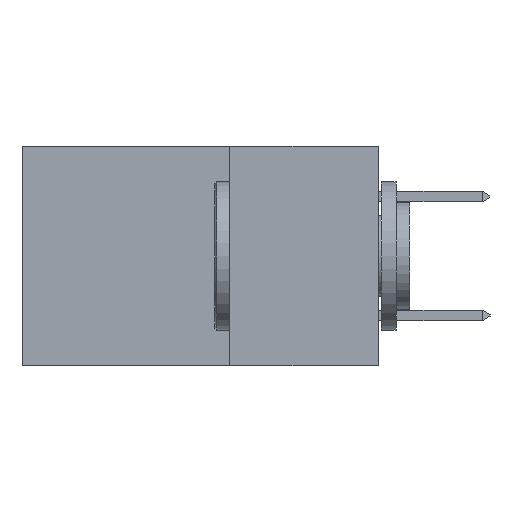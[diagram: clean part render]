
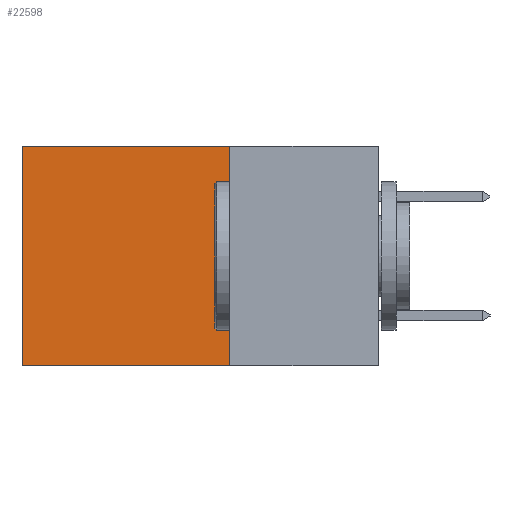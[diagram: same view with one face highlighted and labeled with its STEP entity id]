
A CAD part, left-side view. The second image highlights one B-rep face of the part: STEP entity #22598.
In plain terms, the highlighted planar face has unit normal (-1, 0, 0).
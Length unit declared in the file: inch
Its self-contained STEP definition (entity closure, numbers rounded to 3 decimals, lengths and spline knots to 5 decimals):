
#885 = LINE ( 'NONE', #24067, #6167 ) ;
#992 = EDGE_CURVE ( 'NONE', #18672, #24710, #885, .T. ) ;
#1193 = PLANE ( 'NONE',  #12808 ) ;
#1270 = DIRECTION ( 'NONE',  ( 0., 0., -1. ) ) ;
#1399 = CARTESIAN_POINT ( 'NONE',  ( 0.2615, 0.6, -0.37 ) ) ;
#1481 = LINE ( 'NONE', #8641, #12115 ) ;
#2261 = ORIENTED_EDGE ( 'NONE', *, *, #10624, .F. ) ;
#3061 = DIRECTION ( 'NONE',  ( 0., 1., 0. ) ) ;
#3380 = DIRECTION ( 'NONE',  ( 0., 0., -1. ) ) ;
#3458 = CARTESIAN_POINT ( 'NONE',  ( 0.2615, 0.25, 0. ) ) ;
#4367 = ORIENTED_EDGE ( 'NONE', *, *, #992, .T. ) ;
#5378 = VECTOR ( 'NONE', #7817, 39.37008 ) ;
#6167 = VECTOR ( 'NONE', #3061, 39.37008 ) ;
#7817 = DIRECTION ( 'NONE',  ( 0., 0., -1. ) ) ;
#8641 = CARTESIAN_POINT ( 'NONE',  ( 0.2615, 0.25, -0.37 ) ) ;
#10092 = LINE ( 'NONE', #15855, #5378 ) ;
#10459 = VERTEX_POINT ( 'NONE', #24103 ) ;
#10624 = EDGE_CURVE ( 'NONE', #14174, #10459, #1481, .T. ) ;
#10844 = EDGE_CURVE ( 'NONE', #24710, #10459, #12417, .T. ) ;
#12104 = CARTESIAN_POINT ( 'NONE',  ( 0.2615, 0.6, 0. ) ) ;
#12115 = VECTOR ( 'NONE', #20645, 39.37008 ) ;
#12417 = LINE ( 'NONE', #1399, #23031 ) ;
#12808 = AXIS2_PLACEMENT_3D ( 'NONE', #25168, #13267, #1270 ) ;
#13267 = DIRECTION ( 'NONE',  ( 1., 0., 0. ) ) ;
#14174 = VERTEX_POINT ( 'NONE', #19935 ) ;
#15855 = CARTESIAN_POINT ( 'NONE',  ( 0.2615, 0.25, -0.37 ) ) ;
#17157 = EDGE_CURVE ( 'NONE', #18672, #14174, #10092, .T. ) ;
#17259 = ORIENTED_EDGE ( 'NONE', *, *, #10844, .T. ) ;
#18672 = VERTEX_POINT ( 'NONE', #3458 ) ;
#19935 = CARTESIAN_POINT ( 'NONE',  ( 0.2615, 0.25, -0.37 ) ) ;
#20645 = DIRECTION ( 'NONE',  ( 0., 1., 0. ) ) ;
#20654 = EDGE_LOOP ( 'NONE', ( #17259, #2261, #24120, #4367 ) ) ;
#22598 = ADVANCED_FACE ( 'NONE', ( #24213 ), #1193, .F. ) ;
#23031 = VECTOR ( 'NONE', #3380, 39.37008 ) ;
#24067 = CARTESIAN_POINT ( 'NONE',  ( 0.2615, 0.25, 0. ) ) ;
#24103 = CARTESIAN_POINT ( 'NONE',  ( 0.2615, 0.6, -0.37 ) ) ;
#24120 = ORIENTED_EDGE ( 'NONE', *, *, #17157, .F. ) ;
#24213 = FACE_OUTER_BOUND ( 'NONE', #20654, .T. ) ;
#24710 = VERTEX_POINT ( 'NONE', #12104 ) ;
#25168 = CARTESIAN_POINT ( 'NONE',  ( 0.2615, 0.25, -0.37 ) ) ;
